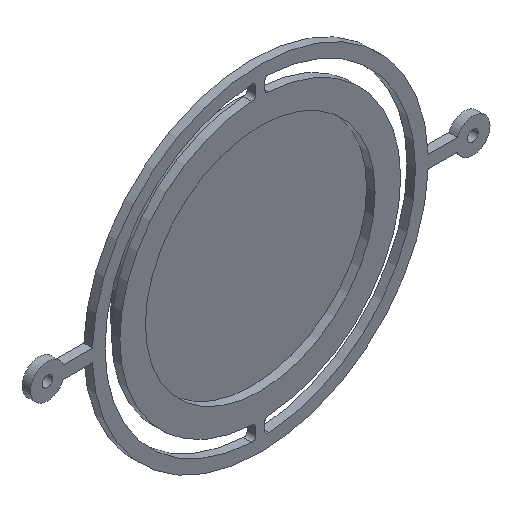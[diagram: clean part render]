
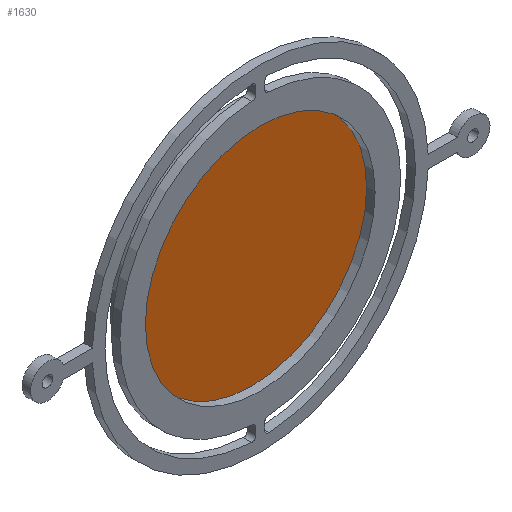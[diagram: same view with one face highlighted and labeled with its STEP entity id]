
A CAD part, isometric view. The second image highlights one B-rep face of the part: STEP entity #1630.
In plain terms, the highlighted planar face has unit normal (0, -1, 0).
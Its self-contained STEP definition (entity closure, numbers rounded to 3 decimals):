
#826=CARTESIAN_POINT('',(0.,1.,0.));
#827=DIRECTION('',(0.,1.,0.));
#828=DIRECTION('',(-1.,0.,0.));
#829=AXIS2_PLACEMENT_3D('',#826,#827,#828);
#834=CARTESIAN_POINT('',(0.,1.,0.));
#835=DIRECTION('',(0.,1.,0.));
#836=DIRECTION('',(1.,0.,0.));
#837=AXIS2_PLACEMENT_3D('',#834,#835,#836);
#1001=CARTESIAN_POINT('',(-13.5,1.,0.));
#1002=CARTESIAN_POINT('',(13.5,1.,0.));
#1003=VERTEX_POINT('',#1001);
#1004=VERTEX_POINT('',#1002);
#1620=CARTESIAN_POINT('',(0.,1.,0.));
#1621=DIRECTION('',(0.,1.,0.));
#1622=DIRECTION('',(1.,0.,0.));
#1623=AXIS2_PLACEMENT_3D('',#1620,#1621,#1622);
#1624=PLANE('',#1623);
#1625=ORIENTED_EDGE('',*,*,#1610,.T.);
#1627=ORIENTED_EDGE('',*,*,#1626,.T.);
#1628=EDGE_LOOP('',(#1625,#1627));
#1629=FACE_OUTER_BOUND('',#1628,.F.);
#830=CIRCLE('',#829,13.5);
#838=CIRCLE('',#837,13.5);
#1610=EDGE_CURVE('',#1003,#1004,#830,.T.);
#1626=EDGE_CURVE('',#1004,#1003,#838,.T.);
#1630=ADVANCED_FACE('',(#1629),#1624,.F.);
